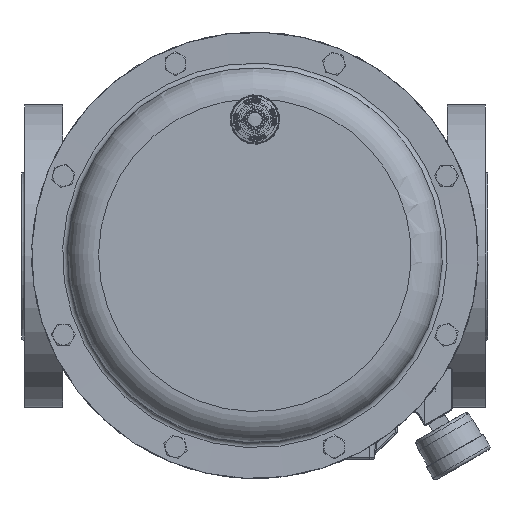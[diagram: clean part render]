
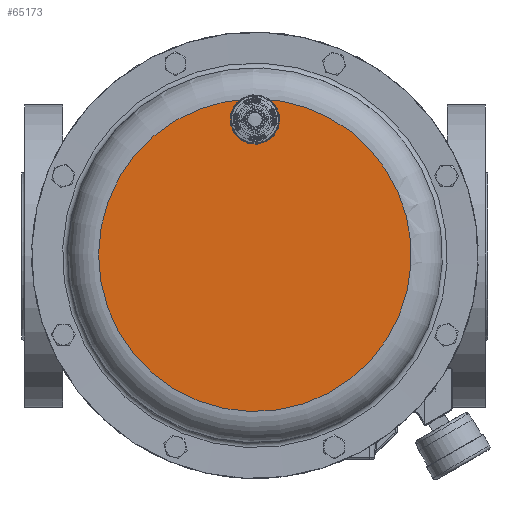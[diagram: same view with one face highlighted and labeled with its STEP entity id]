
A CAD part, top view. The second image highlights one B-rep face of the part: STEP entity #65173.
In plain terms, the highlighted planar face has unit normal (0, 0, 1).
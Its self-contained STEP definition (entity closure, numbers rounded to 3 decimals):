
#3197=PLANE('',#69814);
#13264=FACE_OUTER_BOUND('',#17123,.T.);
#17123=EDGE_LOOP('',(#45973,#45974,#45975,#45976));
#20752=CIRCLE('',#69036,13.05);
#20788=CIRCLE('',#69079,98.);
#20790=CIRCLE('',#69081,98.);
#20982=CIRCLE('',#69350,13.05);
#26169=VERTEX_POINT('',#106659);
#26170=VERTEX_POINT('',#106667);
#26257=VERTEX_POINT('',#108192);
#26258=VERTEX_POINT('',#108194);
#32757=EDGE_CURVE('',#26169,#26170,#20752,.T.);
#32855=EDGE_CURVE('',#26257,#26258,#20788,.T.);
#32857=EDGE_CURVE('',#26169,#26257,#20790,.T.);
#33130=EDGE_CURVE('',#26170,#26258,#20982,.T.);
#45973=ORIENTED_EDGE('',*,*,#32857,.F.);
#45974=ORIENTED_EDGE('',*,*,#32757,.T.);
#45975=ORIENTED_EDGE('',*,*,#33130,.T.);
#45976=ORIENTED_EDGE('',*,*,#32855,.F.);
#65173=ADVANCED_FACE('',(#13264),#3197,.F.);
#69036=AXIS2_PLACEMENT_3D('',#106674,#77027,#77028);
#69079=AXIS2_PLACEMENT_3D('',#108195,#77123,#77124);
#69081=AXIS2_PLACEMENT_3D('',#108197,#77127,#77128);
#69350=AXIS2_PLACEMENT_3D('',#108789,#77730,#77731);
#69814=AXIS2_PLACEMENT_3D('',#110833,#78884,#78885);
#77027=DIRECTION('center_axis',(0.,0.,
-1.));
#77028=DIRECTION('ref_axis',(-0.924,0.383,0.));
#77123=DIRECTION('center_axis',(0.,0.,
-1.));
#77124=DIRECTION('ref_axis',(-0.924,0.383,0.));
#77127=DIRECTION('center_axis',(0.,0.,
-1.));
#77128=DIRECTION('ref_axis',(-0.924,0.383,0.));
#77730=DIRECTION('center_axis',(0.,0.,
-1.));
#77731=DIRECTION('ref_axis',(-0.924,0.383,0.));
#78884=DIRECTION('center_axis',(0.,0.,
-1.));
#78885=DIRECTION('ref_axis',(-0.924,0.383,0.));
#106659=CARTESIAN_POINT('',(1.225,97.992,393.));
#106667=CARTESIAN_POINT('',(0.,71.95,393.));
#106674=CARTESIAN_POINT('Origin',(0.,85.,393.));
#108192=CARTESIAN_POINT('',(90.54,-37.503,393.));
#108194=CARTESIAN_POINT('',(-1.225,97.992,393.));
#108195=CARTESIAN_POINT('Origin',(0.,0.,
393.));
#108197=CARTESIAN_POINT('Origin',(0.,0.,
393.));
#108789=CARTESIAN_POINT('Origin',(0.,85.,393.));
#110833=CARTESIAN_POINT('Origin',(0.,0.,
393.));
